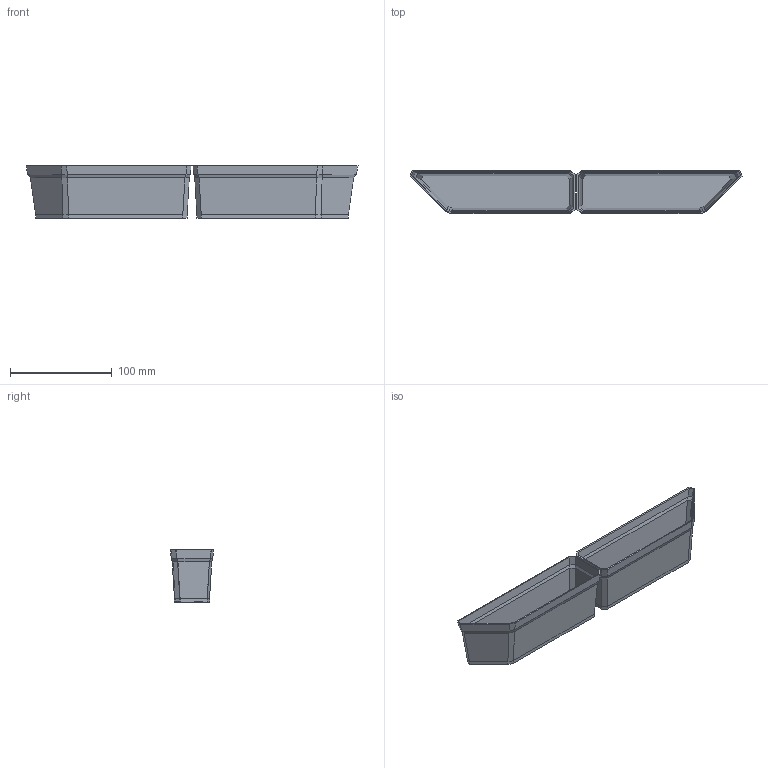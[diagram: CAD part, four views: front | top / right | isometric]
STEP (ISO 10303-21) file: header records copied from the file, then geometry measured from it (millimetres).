
FILE_DESCRIPTION(/* description */ ('STEP AP242','CAx-IF Rec.Pracs.---Representation and Presentation of Product Manufacturing Information (PMI)---4.0---2014-10-13','CAx-IF Rec.Pracs.---3D Tessellated Geometry---0.4---2014-09-14','2;1'),/* implementation_level */ '2;1');
FILE_NAME(/* name */ '65bfdac0f1e0ad4b6f01fd20',/* time_stamp */ '2024-02-04T18:43:13Z',/* author */ (''),/* organization */ (''),/* preprocessor_version */ 'ST-DEVELOPER v19.4',/* originating_system */ ' ',/* authorisation */ ' ');
FILE_SCHEMA (('AP242_MANAGED_MODEL_BASED_3D_ENGINEERING_MIM_LF { 1 0 10303 442 1 1 4 }'));
Length unit declared in the file: metre
Products named in the file (2): KTG60406B Corner Left; KTG60406B Corner Right
Bounding box: 327.03 x 42.5 x 51.7 mm (x, y, z)
Volume: 54427.5 mm3; surface area: 91630.1 mm2
Topology: 2 solids, 2 shells, 134 faces, 332 edges, 204 vertices
Faces by surface type: plane 134
Entity records: 3867 total; most frequent: CARTESIAN_POINT 672, ORIENTED_EDGE 664, DIRECTION 604, EDGE_CURVE 332, LINE 332, VECTOR 332, VERTEX_POINT 204, EDGE_LOOP 136
